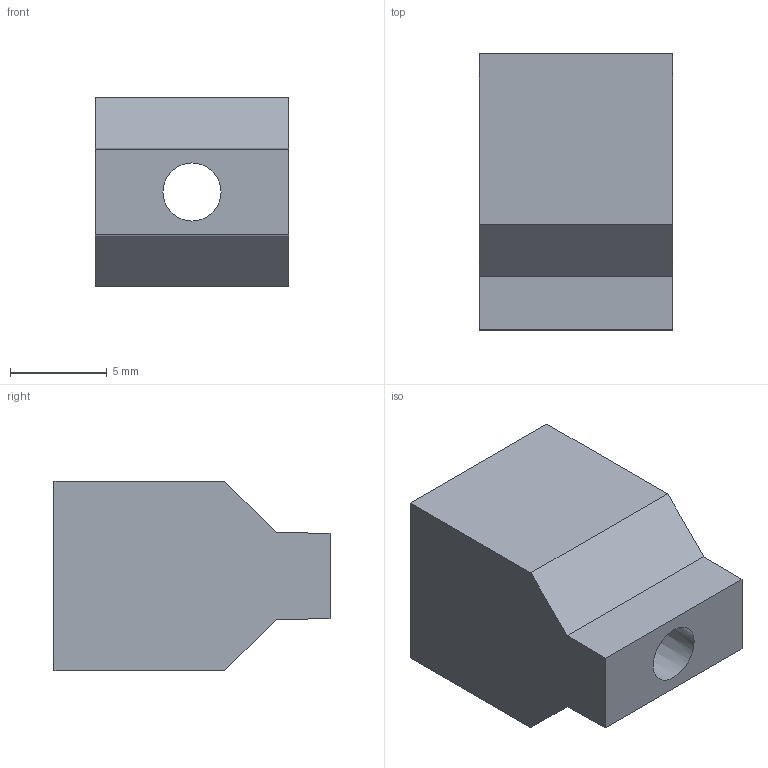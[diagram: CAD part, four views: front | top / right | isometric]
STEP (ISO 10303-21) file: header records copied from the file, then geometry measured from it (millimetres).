
FILE_DESCRIPTION(/* description */ (''),/* implementation_level */ '2;1');
FILE_NAME(/* name */ '20_Cube_Insert_Lightsheet_FEPTube_Rotating_cuvetteholder_bearing2_v1.ipt.step',/* time_stamp */ '2022-11-29T08:04:13+01:00',/* author */ ('Prakash Lab'),/* organization */ (''),/* preprocessor_version */ 'ST-DEVELOPER v18.1',/* originating_system */ 'Autodesk Inventor 2022',/* authorisation */ '');
FILE_SCHEMA (('AUTOMOTIVE_DESIGN { 1 0 10303 214 3 1 1 }'));
Length unit declared in the file: inch
Products named in the file (1): 20_Cube_Insert_Lightsheet_FEPTube_Rotating_cuvetteholder_bearing2_v1
Bounding box: 10 x 14.26 x 9.8 mm (x, y, z)
Volume: 1040.6 mm3; surface area: 822.4 mm2
Topology: 1 solids, 1 shells, 11 faces, 27 edges, 18 vertices
Faces by surface type: plane 10, cone 1
Entity records: 370 total; most frequent: CARTESIAN_POINT 57, ORIENTED_EDGE 54, DIRECTION 53, EDGE_CURVE 27, LINE 25, VECTOR 25, VERTEX_POINT 18, AXIS2_PLACEMENT_3D 14
